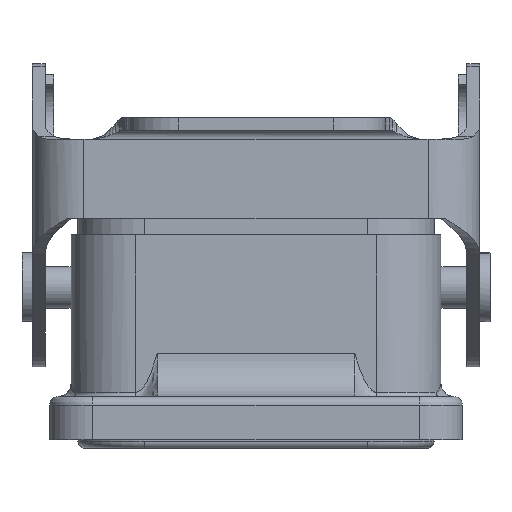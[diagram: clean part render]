
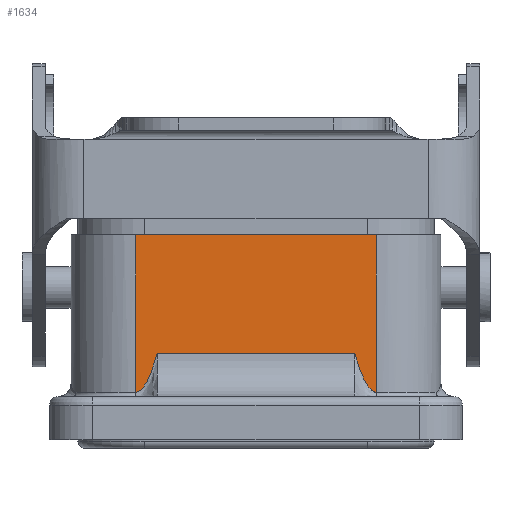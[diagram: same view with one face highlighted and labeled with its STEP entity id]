
A CAD part, left-side view. The second image highlights one B-rep face of the part: STEP entity #1634.
In plain terms, the highlighted planar face has unit normal (-1, 0, 0).
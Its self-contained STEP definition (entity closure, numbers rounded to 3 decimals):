
#1151=PLANE('',#7004);
#1392=B_SPLINE_CURVE_WITH_KNOTS('',3,(#9872,#9873,#9874,#9875,#9876,#9877,
#9878,#9879,#9880,#9881,#9882,#9883,#9884,#9885,#9886,#9887),
 .UNSPECIFIED.,.F.,.F.,(4,2,2,2,2,2,2,4),(0.,0.047,0.109,
0.217,0.331,0.472,0.686,
1.),.UNSPECIFIED.);
#1394=B_SPLINE_CURVE_WITH_KNOTS('',3,(#9963,#9964,#9965,#9966,#9967,#9968,
#9969,#9970,#9971,#9972,#9973,#9974,#9975,#9976,#9977,#9978),
 .UNSPECIFIED.,.F.,.F.,(4,2,2,2,2,2,2,4),(0.,0.314,0.528,
0.669,0.783,0.891,0.953,
1.),.UNSPECIFIED.);
#1634=ADVANCED_FACE('',(#2083),#1151,.F.);
#2083=FACE_OUTER_BOUND('',#2418,.T.);
#2418=EDGE_LOOP('',(#3947,#3948,#3949,#3950,#3951,#3952));
#2817=LINE('',#9344,#3191);
#2823=LINE('',#9387,#3197);
#2849=LINE('',#9955,#3223);
#2851=LINE('',#9961,#3225);
#3191=VECTOR('',#7772,1.);
#3197=VECTOR('',#7792,1.);
#3223=VECTOR('',#7922,1.);
#3225=VECTOR('',#7928,1.);
#3947=ORIENTED_EDGE('',*,*,#5981,.F.);
#3948=ORIENTED_EDGE('',*,*,#5978,.F.);
#3949=ORIENTED_EDGE('',*,*,#5891,.F.);
#3950=ORIENTED_EDGE('',*,*,#5905,.F.);
#3951=ORIENTED_EDGE('',*,*,#5984,.F.);
#3952=ORIENTED_EDGE('',*,*,#5985,.F.);
#5278=VERTEX_POINT('',#9343);
#5279=VERTEX_POINT('',#9345);
#5291=VERTEX_POINT('',#9386);
#5339=VERTEX_POINT('',#9888);
#5341=VERTEX_POINT('',#9956);
#5343=VERTEX_POINT('',#9962);
#5891=EDGE_CURVE('',#5278,#5279,#2817,.T.);
#5905=EDGE_CURVE('',#5291,#5278,#2823,.T.);
#5978=EDGE_CURVE('',#5279,#5339,#1392,.T.);
#5981=EDGE_CURVE('',#5339,#5341,#2849,.T.);
#5984=EDGE_CURVE('',#5343,#5291,#2851,.T.);
#5985=EDGE_CURVE('',#5341,#5343,#1394,.T.);
#7004=AXIS2_PLACEMENT_3D('',#9979,#7929,#7930);
#7772=DIRECTION('',(0.,0.,-1.));
#7792=DIRECTION('',(0.,-1.,0.));
#7922=DIRECTION('',(0.,1.,0.));
#7928=DIRECTION('',(0.,0.,1.));
#7929=DIRECTION('',(1.,0.,0.));
#7930=DIRECTION('',(0.,1.,0.));
#9343=CARTESIAN_POINT('',(-46.75,-14.,23.8));
#9344=CARTESIAN_POINT('',(-46.75,-14.,23.8));
#9345=CARTESIAN_POINT('',(-46.75,-14.,5.5));
#9386=CARTESIAN_POINT('',(-46.75,14.,23.8));
#9387=CARTESIAN_POINT('',(-46.75,14.,23.8));
#9872=CARTESIAN_POINT('',(-46.75,-14.,5.5));
#9873=CARTESIAN_POINT('',(-46.75,-13.889,5.5));
#9874=CARTESIAN_POINT('',(-46.75,-13.781,5.528));
#9875=CARTESIAN_POINT('',(-46.75,-13.565,5.625));
#9876=CARTESIAN_POINT('',(-46.75,-13.464,5.701));
#9877=CARTESIAN_POINT('',(-46.75,-13.218,5.922));
#9878=CARTESIAN_POINT('',(-46.75,-13.095,6.081));
#9879=CARTESIAN_POINT('',(-46.75,-12.867,6.414));
#9880=CARTESIAN_POINT('',(-46.75,-12.765,6.591));
#9881=CARTESIAN_POINT('',(-46.75,-12.557,6.99));
#9882=CARTESIAN_POINT('',(-46.75,-12.454,7.213));
#9883=CARTESIAN_POINT('',(-46.75,-12.215,7.779));
#9884=CARTESIAN_POINT('',(-46.75,-12.087,8.124));
#9885=CARTESIAN_POINT('',(-46.75,-11.795,8.978));
#9886=CARTESIAN_POINT('',(-46.75,-11.642,9.488));
#9887=CARTESIAN_POINT('',(-46.75,-11.5,10.));
#9888=CARTESIAN_POINT('',(-46.75,-11.5,10.));
#9955=CARTESIAN_POINT('',(-46.75,-11.5,10.));
#9956=CARTESIAN_POINT('',(-46.75,11.5,10.));
#9961=CARTESIAN_POINT('',(-46.75,14.,5.5));
#9962=CARTESIAN_POINT('',(-46.75,14.,5.5));
#9963=CARTESIAN_POINT('',(-46.75,11.5,10.));
#9964=CARTESIAN_POINT('',(-46.75,11.642,9.488));
#9965=CARTESIAN_POINT('',(-46.75,11.795,8.978));
#9966=CARTESIAN_POINT('',(-46.75,12.087,8.124));
#9967=CARTESIAN_POINT('',(-46.75,12.215,7.779));
#9968=CARTESIAN_POINT('',(-46.75,12.454,7.213));
#9969=CARTESIAN_POINT('',(-46.75,12.557,6.99));
#9970=CARTESIAN_POINT('',(-46.75,12.765,6.591));
#9971=CARTESIAN_POINT('',(-46.75,12.867,6.414));
#9972=CARTESIAN_POINT('',(-46.75,13.095,6.081));
#9973=CARTESIAN_POINT('',(-46.75,13.218,5.922));
#9974=CARTESIAN_POINT('',(-46.75,13.464,5.701));
#9975=CARTESIAN_POINT('',(-46.75,13.565,5.625));
#9976=CARTESIAN_POINT('',(-46.75,13.781,5.528));
#9977=CARTESIAN_POINT('',(-46.75,13.889,5.5));
#9978=CARTESIAN_POINT('',(-46.75,14.,5.5));
#9979=CARTESIAN_POINT('',(-46.75,-15.1,4.9));
